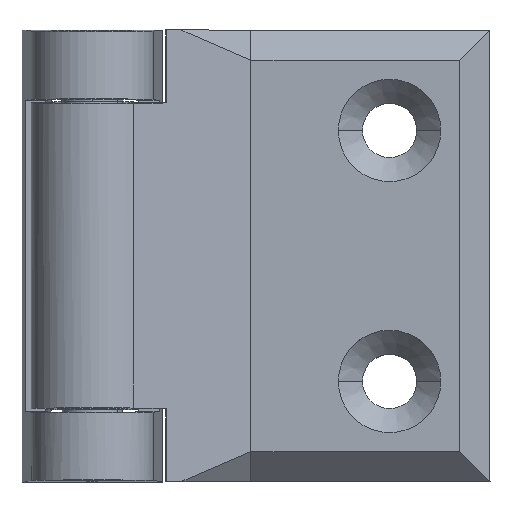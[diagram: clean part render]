
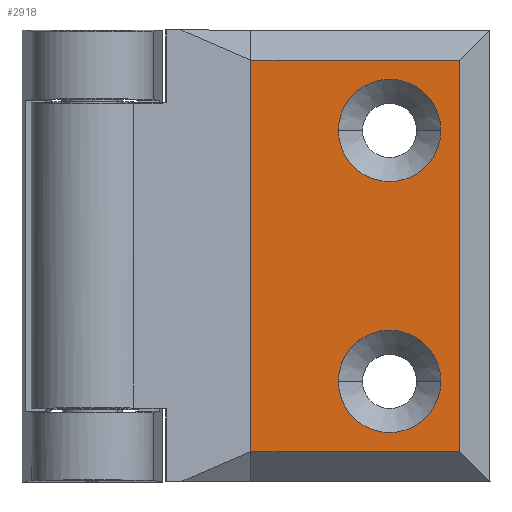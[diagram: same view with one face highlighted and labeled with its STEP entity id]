
A CAD part, top view. The second image highlights one B-rep face of the part: STEP entity #2918.
In plain terms, the highlighted planar face has unit normal (0, 0, 1).
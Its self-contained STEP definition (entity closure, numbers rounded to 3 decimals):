
#129 = VERTEX_POINT ( 'NONE', #4328 ) ;
#232 = PLANE ( 'NONE',  #2717 ) ;
#361 = EDGE_CURVE ( 'NONE', #129, #5954, #3003, .T. ) ;
#461 = VERTEX_POINT ( 'NONE', #3865 ) ;
#570 = ORIENTED_EDGE ( 'NONE', *, *, #2268, .F. ) ;
#670 = FACE_BOUND ( 'NONE', #4649, .T. ) ;
#727 = VECTOR ( 'NONE', #2719, 1000. ) ;
#731 = DIRECTION ( 'NONE',  ( 0., 0., -1. ) ) ;
#827 = EDGE_CURVE ( 'NONE', #2008, #129, #1246, .T. ) ;
#1207 = CIRCLE ( 'NONE', #4811, 5.1 ) ;
#1246 = LINE ( 'NONE', #5062, #5782 ) ;
#1270 = CARTESIAN_POINT ( 'NONE',  ( 36.618, -22.5, 6.5 ) ) ;
#1354 = CARTESIAN_POINT ( 'NONE',  ( 24.518, -12.5, 6.5 ) ) ;
#1412 = LINE ( 'NONE', #2798, #4299 ) ;
#1693 = EDGE_LOOP ( 'NONE', ( #570, #5488, #3004, #5329 ) ) ;
#1706 = CIRCLE ( 'NONE', #3404, 5.1 ) ;
#1895 = DIRECTION ( 'NONE',  ( 1., 0., 0. ) ) ;
#1908 = DIRECTION ( 'NONE',  ( -1., 0., 0. ) ) ;
#2008 = VERTEX_POINT ( 'NONE', #3412 ) ;
#2256 = DIRECTION ( 'NONE',  ( -1., 0., 0. ) ) ;
#2268 = EDGE_CURVE ( 'NONE', #2008, #5042, #1412, .T. ) ;
#2335 = EDGE_CURVE ( 'NONE', #5088, #4337, #1706, .T. ) ;
#2499 = ORIENTED_EDGE ( 'NONE', *, *, #3963, .T. ) ;
#2717 = AXIS2_PLACEMENT_3D ( 'NONE', #5839, #3590, #5492 ) ;
#2719 = DIRECTION ( 'NONE',  ( 0., -1., 0. ) ) ;
#2738 = CARTESIAN_POINT ( 'NONE',  ( 34.718, 12.5, 6.5 ) ) ;
#2798 = CARTESIAN_POINT ( 'NONE',  ( 39.718, 19.5, 6.5 ) ) ;
#2803 = CARTESIAN_POINT ( 'NONE',  ( 36.618, 19.5, 6.5 ) ) ;
#2918 = ADVANCED_FACE ( 'NONE', ( #3060, #670, #5929 ), #232, .T. ) ;
#2986 = DIRECTION ( 'NONE',  ( 0., 0., -1. ) ) ;
#3003 = LINE ( 'NONE', #3973, #3393 ) ;
#3004 = ORIENTED_EDGE ( 'NONE', *, *, #361, .T. ) ;
#3060 = FACE_BOUND ( 'NONE', #4762, .T. ) ;
#3075 = EDGE_CURVE ( 'NONE', #4252, #461, #1207, .T. ) ;
#3076 = DIRECTION ( 'NONE',  ( -1., 0., 0. ) ) ;
#3185 = CARTESIAN_POINT ( 'NONE',  ( 29.618, 12.5, 6.5 ) ) ;
#3393 = VECTOR ( 'NONE', #4913, 1000. ) ;
#3404 = AXIS2_PLACEMENT_3D ( 'NONE', #3830, #4383, #4765 ) ;
#3412 = CARTESIAN_POINT ( 'NONE',  ( 15.8, 19.5, 6.5 ) ) ;
#3425 = CIRCLE ( 'NONE', #4227, 5.1 ) ;
#3587 = ORIENTED_EDGE ( 'NONE', *, *, #2335, .T. ) ;
#3590 = DIRECTION ( 'NONE',  ( 0., 0., 1. ) ) ;
#3760 = ORIENTED_EDGE ( 'NONE', *, *, #3075, .T. ) ;
#3767 = CARTESIAN_POINT ( 'NONE',  ( 34.718, -12.5, 6.5 ) ) ;
#3824 = AXIS2_PLACEMENT_3D ( 'NONE', #4806, #2986, #1908 ) ;
#3830 = CARTESIAN_POINT ( 'NONE',  ( 29.618, -12.5, 6.5 ) ) ;
#3865 = CARTESIAN_POINT ( 'NONE',  ( 24.518, 12.5, 6.5 ) ) ;
#3963 = EDGE_CURVE ( 'NONE', #4337, #5088, #5012, .T. ) ;
#3973 = CARTESIAN_POINT ( 'NONE',  ( 15.8, -19.5, 6.5 ) ) ;
#3986 = CARTESIAN_POINT ( 'NONE',  ( 29.618, 12.5, 6.5 ) ) ;
#4122 = ORIENTED_EDGE ( 'NONE', *, *, #5668, .T. ) ;
#4227 = AXIS2_PLACEMENT_3D ( 'NONE', #3185, #731, #2256 ) ;
#4252 = VERTEX_POINT ( 'NONE', #2738 ) ;
#4299 = VECTOR ( 'NONE', #1895, 1000. ) ;
#4328 = CARTESIAN_POINT ( 'NONE',  ( 15.8, -19.5, 6.5 ) ) ;
#4337 = VERTEX_POINT ( 'NONE', #1354 ) ;
#4383 = DIRECTION ( 'NONE',  ( 0., 0., -1. ) ) ;
#4554 = LINE ( 'NONE', #1270, #727 ) ;
#4649 = EDGE_LOOP ( 'NONE', ( #3760, #4122 ) ) ;
#4762 = EDGE_LOOP ( 'NONE', ( #3587, #2499 ) ) ;
#4765 = DIRECTION ( 'NONE',  ( -1., 0., 0. ) ) ;
#4806 = CARTESIAN_POINT ( 'NONE',  ( 29.618, -12.5, 6.5 ) ) ;
#4811 = AXIS2_PLACEMENT_3D ( 'NONE', #3986, #5853, #3076 ) ;
#4913 = DIRECTION ( 'NONE',  ( 1., 0., 0. ) ) ;
#5012 = CIRCLE ( 'NONE', #3824, 5.1 ) ;
#5042 = VERTEX_POINT ( 'NONE', #2803 ) ;
#5062 = CARTESIAN_POINT ( 'NONE',  ( 15.8, -20., 6.5 ) ) ;
#5088 = VERTEX_POINT ( 'NONE', #3767 ) ;
#5329 = ORIENTED_EDGE ( 'NONE', *, *, #5757, .F. ) ;
#5488 = ORIENTED_EDGE ( 'NONE', *, *, #827, .T. ) ;
#5492 = DIRECTION ( 'NONE',  ( 1., 0., 0. ) ) ;
#5530 = DIRECTION ( 'NONE',  ( 0., -1., 0. ) ) ;
#5668 = EDGE_CURVE ( 'NONE', #461, #4252, #3425, .T. ) ;
#5740 = CARTESIAN_POINT ( 'NONE',  ( 36.618, -19.5, 6.5 ) ) ;
#5757 = EDGE_CURVE ( 'NONE', #5042, #5954, #4554, .T. ) ;
#5782 = VECTOR ( 'NONE', #5530, 1000. ) ;
#5839 = CARTESIAN_POINT ( 'NONE',  ( 15.8, -20., 6.5 ) ) ;
#5853 = DIRECTION ( 'NONE',  ( 0., 0., -1. ) ) ;
#5929 = FACE_OUTER_BOUND ( 'NONE', #1693, .T. ) ;
#5954 = VERTEX_POINT ( 'NONE', #5740 ) ;
